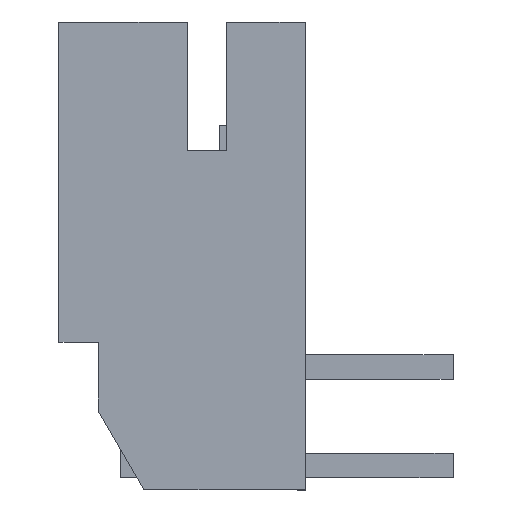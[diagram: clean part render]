
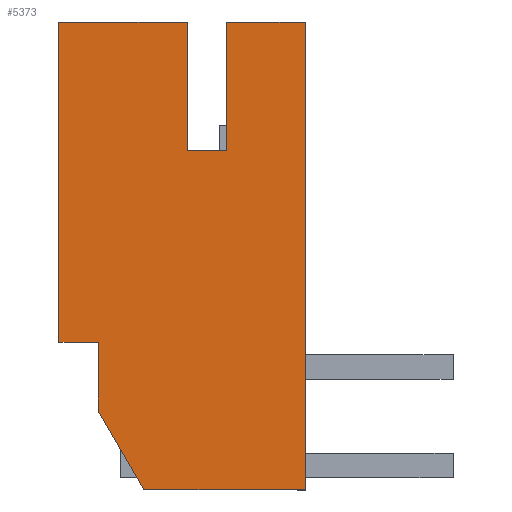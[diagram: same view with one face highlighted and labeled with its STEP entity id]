
A CAD part, left-side view. The second image highlights one B-rep face of the part: STEP entity #5373.
In plain terms, the highlighted planar face has unit normal (-1, 0, 0).
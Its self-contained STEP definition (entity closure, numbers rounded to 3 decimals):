
#925 = VECTOR ( 'NONE', #980, 1000. ) ;
#933 = CARTESIAN_POINT ( 'NONE',  ( -6.95, 1.6, 4.75 ) ) ;
#953 = LINE ( 'NONE', #933, #985 ) ;
#980 = DIRECTION ( 'NONE',  ( 0., 0., -1. ) ) ;
#984 = DIRECTION ( 'NONE',  ( 0., 0., 1. ) ) ;
#985 = VECTOR ( 'NONE', #984, 1000. ) ;
#988 = LINE ( 'NONE', #999, #925 ) ;
#999 = CARTESIAN_POINT ( 'NONE',  ( -6.95, 2.4, 4.75 ) ) ;
#1106 = CARTESIAN_POINT ( 'NONE',  ( -6.95, 3.276, -4.75 ) ) ;
#1107 = VECTOR ( 'NONE', #1203, 1000. ) ;
#1142 = CARTESIAN_POINT ( 'NONE',  ( -6.95, 2.4, 4.75 ) ) ;
#1163 = DIRECTION ( 'NONE',  ( 0., -1., 0. ) ) ;
#1164 = VECTOR ( 'NONE', #1163, 1000. ) ;
#1165 = CARTESIAN_POINT ( 'NONE',  ( -6.95, 2.4, 2.15 ) ) ;
#1166 = LINE ( 'NONE', #1165, #1164 ) ;
#1177 = DIRECTION ( 'NONE',  ( 0., 1., 0. ) ) ;
#1178 = VECTOR ( 'NONE', #1177, 1000. ) ;
#1179 = CARTESIAN_POINT ( 'NONE',  ( -6.95, 5., 4.75 ) ) ;
#1180 = LINE ( 'NONE', #1179, #1178 ) ;
#1181 = DIRECTION ( 'NONE',  ( 0., 1., 0. ) ) ;
#1182 = VECTOR ( 'NONE', #1181, 1000. ) ;
#1183 = CARTESIAN_POINT ( 'NONE',  ( -6.95, 0., -4.75 ) ) ;
#1184 = LINE ( 'NONE', #1183, #1182 ) ;
#1203 = DIRECTION ( 'NONE',  ( 0., -0.5, -0.866 ) ) ;
#1204 = CARTESIAN_POINT ( 'NONE',  ( -6.95, 3.276, -4.75 ) ) ;
#1205 = LINE ( 'NONE', #1204, #1107 ) ;
#1206 = CARTESIAN_POINT ( 'NONE',  ( -6.95, 1.6, 2.15 ) ) ;
#1207 = CARTESIAN_POINT ( 'NONE',  ( -6.95, 2.4, 2.15 ) ) ;
#1217 = DIRECTION ( 'NONE',  ( 0., 1., 0. ) ) ;
#1218 = DIRECTION ( 'NONE',  ( 1., 0., 0. ) ) ;
#1221 = CARTESIAN_POINT ( 'NONE',  ( -6.95, 5., 4.75 ) ) ;
#1222 = AXIS2_PLACEMENT_3D ( 'NONE', #1221, #1218, #1217 ) ;
#1223 = PLANE ( 'NONE',  #1222 ) ;
#1224 = FACE_OUTER_BOUND ( 'NONE', #5374, .T. ) ;
#1257 = CARTESIAN_POINT ( 'NONE',  ( -6.95, 4.2, -3.15 ) ) ;
#1258 = DIRECTION ( 'NONE',  ( 0., 0., 1. ) ) ;
#1259 = VECTOR ( 'NONE', #1258, 1000. ) ;
#1260 = CARTESIAN_POINT ( 'NONE',  ( -6.95, 4.2, -4.75 ) ) ;
#1261 = LINE ( 'NONE', #1260, #1259 ) ;
#1299 = CARTESIAN_POINT ( 'NONE',  ( -6.95, 0., -4.75 ) ) ;
#1340 = DIRECTION ( 'NONE',  ( 0., 0., 1. ) ) ;
#1367 = LINE ( 'NONE', #1391, #1373 ) ;
#1373 = VECTOR ( 'NONE', #1340, 1000. ) ;
#1391 = CARTESIAN_POINT ( 'NONE',  ( -6.95, 0., -1.75 ) ) ;
#2825 = EDGE_CURVE ( 'NONE', #2839, #4434, #5570, .T. ) ;
#2839 = VERTEX_POINT ( 'NONE', #5935 ) ;
#4287 = VERTEX_POINT ( 'NONE', #6651 ) ;
#4292 = VERTEX_POINT ( 'NONE', #6650 ) ;
#4304 = EDGE_CURVE ( 'NONE', #4292, #4287, #6765, .T. ) ;
#4340 = VERTEX_POINT ( 'NONE', #7030 ) ;
#4433 = EDGE_CURVE ( 'NONE', #4434, #4340, #7370, .T. ) ;
#4434 = VERTEX_POINT ( 'NONE', #7312 ) ;
#5109 = ORIENTED_EDGE ( 'NONE', *, *, #4433, .T. ) ;
#5114 = ORIENTED_EDGE ( 'NONE', *, *, #5115, .F. ) ;
#5115 = EDGE_CURVE ( 'NONE', #5288, #5265, #988, .T. ) ;
#5116 = ORIENTED_EDGE ( 'NONE', *, *, #5291, .T. ) ;
#5117 = EDGE_CURVE ( 'NONE', #5267, #4287, #953, .T. ) ;
#5263 = ORIENTED_EDGE ( 'NONE', *, *, #5264, .F. ) ;
#5264 = EDGE_CURVE ( 'NONE', #5265, #5267, #1166, .T. ) ;
#5265 = VERTEX_POINT ( 'NONE', #1207 ) ;
#5267 = VERTEX_POINT ( 'NONE', #1206 ) ;
#5270 = ORIENTED_EDGE ( 'NONE', *, *, #5272, .T. ) ;
#5272 = EDGE_CURVE ( 'NONE', #5368, #5274, #1205, .T. ) ;
#5274 = VERTEX_POINT ( 'NONE', #1106 ) ;
#5279 = ORIENTED_EDGE ( 'NONE', *, *, #5387, .T. ) ;
#5282 = ORIENTED_EDGE ( 'NONE', *, *, #4304, .T. ) ;
#5283 = ORIENTED_EDGE ( 'NONE', *, *, #5117, .F. ) ;
#5288 = VERTEX_POINT ( 'NONE', #1142 ) ;
#5290 = EDGE_CURVE ( 'NONE', #5388, #5274, #1184, .T. ) ;
#5291 = EDGE_CURVE ( 'NONE', #5288, #2839, #1180, .T. ) ;
#5293 = ORIENTED_EDGE ( 'NONE', *, *, #5290, .F. ) ;
#5315 = ORIENTED_EDGE ( 'NONE', *, *, #2825, .T. ) ;
#5366 = ORIENTED_EDGE ( 'NONE', *, *, #5367, .F. ) ;
#5367 = EDGE_CURVE ( 'NONE', #5368, #4340, #1261, .T. ) ;
#5368 = VERTEX_POINT ( 'NONE', #1257 ) ;
#5373 = ADVANCED_FACE ( 'NONE', ( #1224 ), #1223, .F. ) ;
#5374 = EDGE_LOOP ( 'NONE', ( #5366, #5270, #5293, #5279, #5282, #5283, #5263, #5114, #5116, #5315, #5109 ) ) ;
#5387 = EDGE_CURVE ( 'NONE', #5388, #4292, #1367, .T. ) ;
#5388 = VERTEX_POINT ( 'NONE', #1299 ) ;
#5564 = DIRECTION ( 'NONE',  ( 0., 0., -1. ) ) ;
#5566 = VECTOR ( 'NONE', #5564, 1000. ) ;
#5568 = CARTESIAN_POINT ( 'NONE',  ( -6.95, 5., -1.75 ) ) ;
#5570 = LINE ( 'NONE', #5568, #5566 ) ;
#5935 = CARTESIAN_POINT ( 'NONE',  ( -6.95, 5., 4.75 ) ) ;
#6650 = CARTESIAN_POINT ( 'NONE',  ( -6.95, 0., 4.75 ) ) ;
#6651 = CARTESIAN_POINT ( 'NONE',  ( -6.95, 1.6, 4.75 ) ) ;
#6699 = DIRECTION ( 'NONE',  ( 0., 1., 0. ) ) ;
#6763 = VECTOR ( 'NONE', #6699, 1000. ) ;
#6764 = CARTESIAN_POINT ( 'NONE',  ( -6.95, 5., 4.75 ) ) ;
#6765 = LINE ( 'NONE', #6764, #6763 ) ;
#7030 = CARTESIAN_POINT ( 'NONE',  ( -6.95, 4.2, -1.75 ) ) ;
#7312 = CARTESIAN_POINT ( 'NONE',  ( -6.95, 5., -1.75 ) ) ;
#7313 = DIRECTION ( 'NONE',  ( 0., -1., 0. ) ) ;
#7314 = VECTOR ( 'NONE', #7313, 1000. ) ;
#7368 = CARTESIAN_POINT ( 'NONE',  ( -6.95, 5., -1.75 ) ) ;
#7370 = LINE ( 'NONE', #7368, #7314 ) ;
